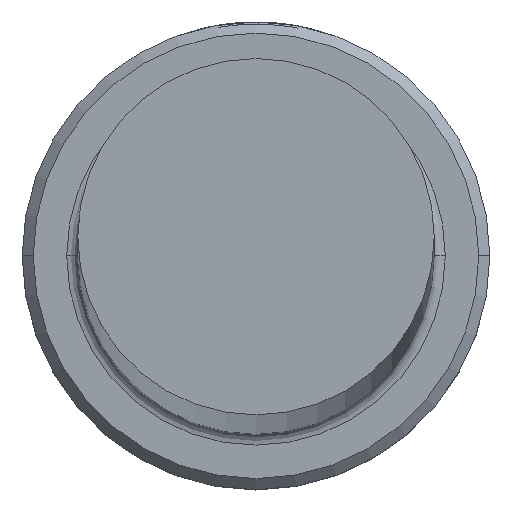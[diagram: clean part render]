
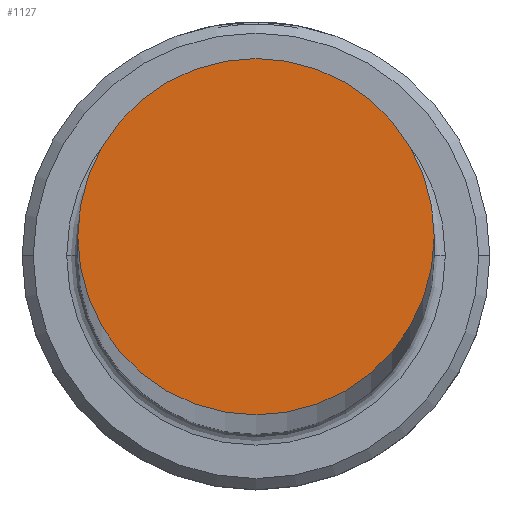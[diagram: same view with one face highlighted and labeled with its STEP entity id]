
A CAD part, top view. The second image highlights one B-rep face of the part: STEP entity #1127.
In plain terms, the highlighted planar face has unit normal (0, 0, 1).
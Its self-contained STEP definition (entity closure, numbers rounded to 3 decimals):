
#26 = PLANE ( 'NONE',  #298 ) ;
#59 = DIRECTION ( 'NONE',  ( 1., 0., 0. ) ) ;
#71 = DIRECTION ( 'NONE',  ( 0., 0., 1. ) ) ;
#123 = CARTESIAN_POINT ( 'NONE',  ( 0., 0., 500. ) ) ;
#133 = DIRECTION ( 'NONE',  ( 0., 0., 1. ) ) ;
#159 = CARTESIAN_POINT ( 'NONE',  ( 8., 0., 500. ) ) ;
#175 = DIRECTION ( 'NONE',  ( 1., 0., 0. ) ) ;
#218 = CIRCLE ( 'NONE', #709, 8. ) ;
#235 = EDGE_CURVE ( 'NONE', #872, #915, #218, .T. ) ;
#259 = CARTESIAN_POINT ( 'NONE',  ( 0., 0., 500. ) ) ;
#298 = AXIS2_PLACEMENT_3D ( 'NONE', #778, #133, #786 ) ;
#387 = EDGE_LOOP ( 'NONE', ( #787, #1079 ) ) ;
#551 = CIRCLE ( 'NONE', #746, 8. ) ;
#600 = EDGE_CURVE ( 'NONE', #915, #872, #551, .T. ) ;
#665 = FACE_OUTER_BOUND ( 'NONE', #387, .T. ) ;
#709 = AXIS2_PLACEMENT_3D ( 'NONE', #123, #71, #59 ) ;
#746 = AXIS2_PLACEMENT_3D ( 'NONE', #259, #1181, #175 ) ;
#778 = CARTESIAN_POINT ( 'NONE',  ( 0., 0., 500. ) ) ;
#786 = DIRECTION ( 'NONE',  ( 1., 0., 0. ) ) ;
#787 = ORIENTED_EDGE ( 'NONE', *, *, #600, .T. ) ;
#872 = VERTEX_POINT ( 'NONE', #159 ) ;
#915 = VERTEX_POINT ( 'NONE', #993 ) ;
#993 = CARTESIAN_POINT ( 'NONE',  ( -8., 0., 500. ) ) ;
#1079 = ORIENTED_EDGE ( 'NONE', *, *, #235, .T. ) ;
#1127 = ADVANCED_FACE ( 'NONE', ( #665 ), #26, .T. ) ;
#1181 = DIRECTION ( 'NONE',  ( 0., 0., 1. ) ) ;
